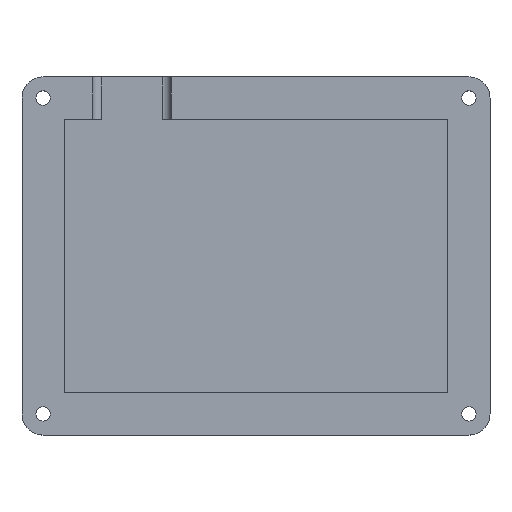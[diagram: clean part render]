
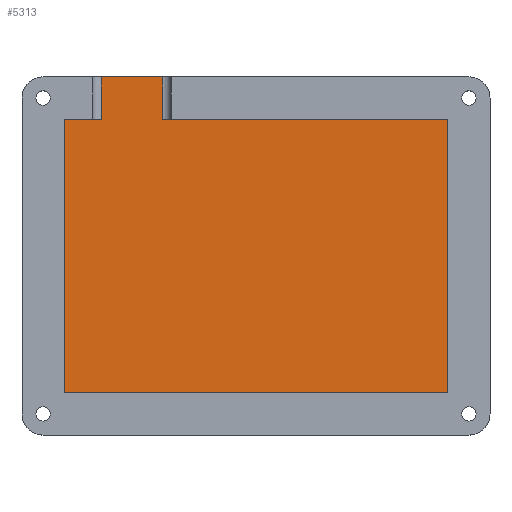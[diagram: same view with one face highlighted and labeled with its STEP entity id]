
A CAD part, top view. The second image highlights one B-rep face of the part: STEP entity #5313.
In plain terms, the highlighted planar face has unit normal (0, 0, 1).
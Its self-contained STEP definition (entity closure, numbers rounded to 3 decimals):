
#181=PLANE('',#5451);
#455=FACE_OUTER_BOUND('',#764,.T.);
#764=EDGE_LOOP('',(#4747,#4748,#4749,#4750,#4751,#4752,#4753,#4754));
#1196=LINE('',#10456,#1635);
#1198=LINE('',#10462,#1637);
#1199=LINE('',#10464,#1638);
#1200=LINE('',#10466,#1639);
#1201=LINE('',#10468,#1640);
#1202=LINE('',#10470,#1641);
#1203=LINE('',#10472,#1642);
#1204=LINE('',#10473,#1643);
#1635=VECTOR('',#6103,10.);
#1637=VECTOR('',#6109,10.);
#1638=VECTOR('',#6110,10.);
#1639=VECTOR('',#6111,10.);
#1640=VECTOR('',#6112,10.);
#1641=VECTOR('',#6113,10.);
#1642=VECTOR('',#6114,10.);
#1643=VECTOR('',#6115,10.);
#2490=VERTEX_POINT('',#10453);
#2491=VERTEX_POINT('',#10455);
#2493=VERTEX_POINT('',#10461);
#2494=VERTEX_POINT('',#10463);
#2495=VERTEX_POINT('',#10465);
#2496=VERTEX_POINT('',#10467);
#2497=VERTEX_POINT('',#10469);
#2498=VERTEX_POINT('',#10471);
#3253=EDGE_CURVE('',#2490,#2491,#1196,.T.);
#3256=EDGE_CURVE('',#2490,#2493,#1198,.T.);
#3257=EDGE_CURVE('',#2493,#2494,#1199,.T.);
#3258=EDGE_CURVE('',#2494,#2495,#1200,.T.);
#3259=EDGE_CURVE('',#2495,#2496,#1201,.T.);
#3260=EDGE_CURVE('',#2496,#2497,#1202,.T.);
#3261=EDGE_CURVE('',#2498,#2497,#1203,.T.);
#3262=EDGE_CURVE('',#2491,#2498,#1204,.T.);
#4747=ORIENTED_EDGE('',*,*,#3253,.F.);
#4748=ORIENTED_EDGE('',*,*,#3256,.T.);
#4749=ORIENTED_EDGE('',*,*,#3257,.T.);
#4750=ORIENTED_EDGE('',*,*,#3258,.T.);
#4751=ORIENTED_EDGE('',*,*,#3259,.T.);
#4752=ORIENTED_EDGE('',*,*,#3260,.T.);
#4753=ORIENTED_EDGE('',*,*,#3261,.F.);
#4754=ORIENTED_EDGE('',*,*,#3262,.F.);
#5313=ADVANCED_FACE('',(#455),#181,.T.);
#5451=AXIS2_PLACEMENT_3D('',#10460,#6107,#6108);
#6103=DIRECTION('',(0.,1.,0.));
#6107=DIRECTION('center_axis',(0.,0.,1.));
#6108=DIRECTION('ref_axis',(1.,0.,0.));
#6109=DIRECTION('',(-1.,0.,0.));
#6110=DIRECTION('',(0.,-1.,0.));
#6111=DIRECTION('',(1.,0.,0.));
#6112=DIRECTION('',(0.,1.,0.));
#6113=DIRECTION('',(-1.,0.,0.));
#6114=DIRECTION('',(0.,-1.,0.));
#6115=DIRECTION('',(1.,0.,0.));
#10453=CARTESIAN_POINT('',(8.674,0.,3.));
#10455=CARTESIAN_POINT('',(8.674,10.,3.));
#10456=CARTESIAN_POINT('',(8.674,-16.138,3.));
#10460=CARTESIAN_POINT('Origin',(45.235,-32.275,3.));
#10461=CARTESIAN_POINT('',(0.,0.,3.));
#10462=CARTESIAN_POINT('',(0.,0.,3.));
#10463=CARTESIAN_POINT('',(0.,-64.55,3.));
#10464=CARTESIAN_POINT('',(0.,-64.55,3.));
#10465=CARTESIAN_POINT('',(90.47,-64.55,3.));
#10466=CARTESIAN_POINT('',(90.47,-64.55,3.));
#10467=CARTESIAN_POINT('',(90.47,0.,3.));
#10468=CARTESIAN_POINT('',(90.47,0.,3.));
#10469=CARTESIAN_POINT('',(23.174,0.,3.));
#10470=CARTESIAN_POINT('',(0.,0.,3.));
#10471=CARTESIAN_POINT('',(23.174,10.,3.));
#10472=CARTESIAN_POINT('',(23.174,-11.138,3.));
#10473=CARTESIAN_POINT('',(58.197,10.,3.));
